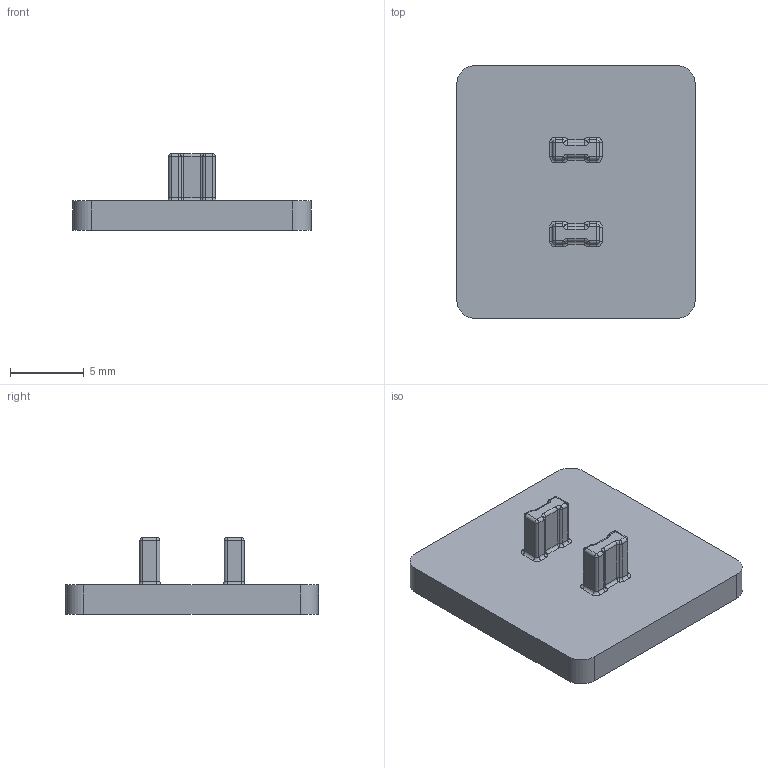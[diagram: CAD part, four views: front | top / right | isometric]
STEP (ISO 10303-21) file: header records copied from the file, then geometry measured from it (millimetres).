
FILE_DESCRIPTION(('HOOPS Exchange Step'),'2;1');
FILE_NAME('temp_export','2023-08-16T17:30:04-04:00',('jscotto'),('Shapr3D Limited'),'HOOPS Exchange 2023.1','Shapr3D','Authorized');
FILE_SCHEMA( ('AUTOMOTIVE_DESIGN { 1 0 10303 214 1 1 1 1 }') );
Length unit declared in the file: millimetre
Products named in the file (1): Choc 1.00u
Bounding box: 16.15 x 17.15 x 5.2 mm (x, y, z)
Volume: 575 mm3; surface area: 734 mm2
Topology: 1 solids, 1 shells, 132 faces, 304 edges, 152 vertices
Faces by surface type: cylinder 60, plane 24, torus 24, sphere 24
Entity records: 3516 total; most frequent: DIRECTION 706, CARTESIAN_POINT 565, ORIENTED_EDGE 560, AXIS2_PLACEMENT_3D 293, EDGE_CURVE 280, CIRCLE 160, VERTEX_POINT 152, EDGE_LOOP 134
